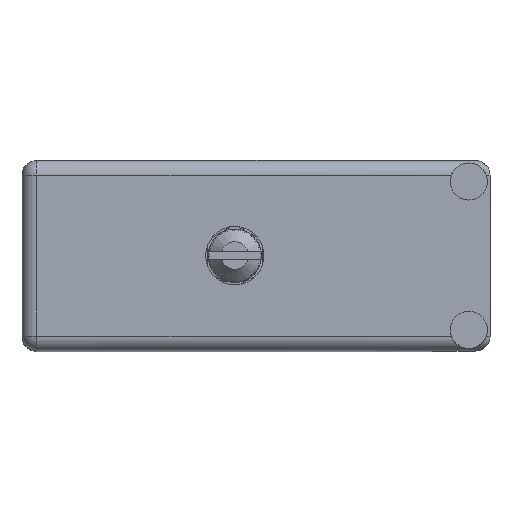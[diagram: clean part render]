
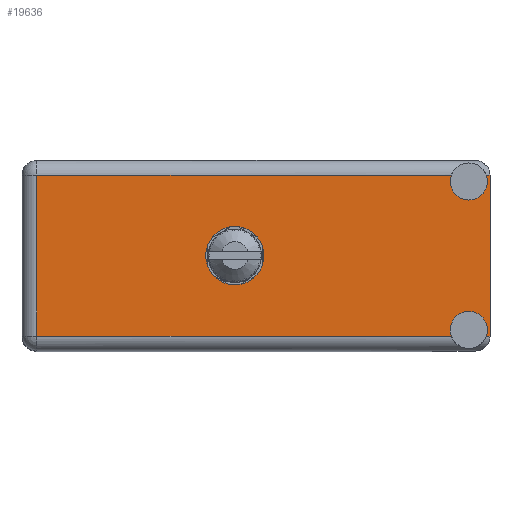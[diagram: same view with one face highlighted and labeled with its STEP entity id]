
A CAD part, top view. The second image highlights one B-rep face of the part: STEP entity #19636.
In plain terms, the highlighted face is planar.
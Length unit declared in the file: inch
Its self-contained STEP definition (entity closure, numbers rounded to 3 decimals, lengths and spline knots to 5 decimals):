
#1000 = EDGE_CURVE ( 'NONE', #103572, #69084, #14788, .T. ) ;
#2320 = CARTESIAN_POINT ( 'NONE',  ( 2.108, 1.566, -0.0995 ) ) ;
#5156 = EDGE_CURVE ( 'NONE', #54073, #113302, #30246, .T. ) ;
#5554 = LINE ( 'NONE', #19202, #112681 ) ;
#6082 = DIRECTION ( 'NONE',  ( 0., 0., 1. ) ) ;
#7001 = VERTEX_POINT ( 'NONE', #58802 ) ;
#7099 = AXIS2_PLACEMENT_3D ( 'NONE', #67297, #58002, #49055 ) ;
#7314 = DIRECTION ( 'NONE',  ( 0., 1., 0. ) ) ;
#10103 = CARTESIAN_POINT ( 'NONE',  ( 0., 1.566, -0.899 ) ) ;
#14455 = VERTEX_POINT ( 'NONE', #95004 ) ;
#14788 = CIRCLE ( 'NONE', #56887, 0.1375 ) ;
#16680 = DIRECTION ( 'NONE',  ( -1., 0., 0. ) ) ;
#16931 = ORIENTED_EDGE ( 'NONE', *, *, #97486, .F. ) ;
#19202 = CARTESIAN_POINT ( 'NONE',  ( 2.208, 1.566, -0.07 ) ) ;
#19636 = ADVANCED_FACE ( 'NONE', ( #47805, #43627 ), #108505, .T. ) ;
#22287 = ORIENTED_EDGE ( 'NONE', *, *, #40392, .F. ) ;
#22387 = DIRECTION ( 'NONE',  ( 0., 0., 1. ) ) ;
#23460 = CARTESIAN_POINT ( 'NONE',  ( 2.208, 1.566, -0.829 ) ) ;
#24731 = EDGE_CURVE ( 'NONE', #34279, #81709, #73250, .T. ) ;
#24965 = AXIS2_PLACEMENT_3D ( 'NONE', #78528, #7314, #25169 ) ;
#25169 = DIRECTION ( 'NONE',  ( 0., 0., 1. ) ) ;
#25988 = DIRECTION ( 'NONE',  ( 0., 0., 1. ) ) ;
#30246 = LINE ( 'NONE', #92250, #99806 ) ;
#33561 = ORIENTED_EDGE ( 'NONE', *, *, #55719, .F. ) ;
#34279 = VERTEX_POINT ( 'NONE', #62433 ) ;
#36892 = AXIS2_PLACEMENT_3D ( 'NONE', #41536, #68399, #43056 ) ;
#36930 = DIRECTION ( 'NONE',  ( 0., 0., 1. ) ) ;
#38592 = LINE ( 'NONE', #55093, #69141 ) ;
#38908 = EDGE_CURVE ( 'NONE', #97618, #14455, #5554, .T. ) ;
#40392 = EDGE_CURVE ( 'NONE', #54073, #14455, #45682, .T. ) ;
#41416 = DIRECTION ( 'NONE',  ( 0., 1., 0. ) ) ;
#41536 = CARTESIAN_POINT ( 'NONE',  ( 2.108, 1.566, -0.7995 ) ) ;
#42381 = ORIENTED_EDGE ( 'NONE', *, *, #38908, .T. ) ;
#42971 = EDGE_LOOP ( 'NONE', ( #43453, #80423 ) ) ;
#43056 = DIRECTION ( 'NONE',  ( 0., 0., 1. ) ) ;
#43453 = ORIENTED_EDGE ( 'NONE', *, *, #1000, .F. ) ;
#43627 = FACE_OUTER_BOUND ( 'NONE', #80906, .T. ) ;
#45389 = CIRCLE ( 'NONE', #82973, 0.0875 ) ;
#45480 = DIRECTION ( 'NONE',  ( 0., 1., 0. ) ) ;
#45682 = LINE ( 'NONE', #79330, #91696 ) ;
#45864 = ORIENTED_EDGE ( 'NONE', *, *, #69668, .T. ) ;
#46508 = CIRCLE ( 'NONE', #36892, 0.0875 ) ;
#47805 = FACE_BOUND ( 'NONE', #42971, .T. ) ;
#47835 = CARTESIAN_POINT ( 'NONE',  ( 0., 1.566, -0.829 ) ) ;
#49055 = DIRECTION ( 'NONE',  ( 0., 0., 1. ) ) ;
#49517 = CARTESIAN_POINT ( 'NONE',  ( 0.07, 1.566, -0.829 ) ) ;
#53411 = CARTESIAN_POINT ( 'NONE',  ( 1.004, 1.566, -0.587 ) ) ;
#54073 = VERTEX_POINT ( 'NONE', #23460 ) ;
#55093 = CARTESIAN_POINT ( 'NONE',  ( 0.07, 1.566, -0.899 ) ) ;
#55170 = DIRECTION ( 'NONE',  ( 0., 0., 1. ) ) ;
#55719 = EDGE_CURVE ( 'NONE', #112793, #7001, #66195, .T. ) ;
#56330 = CIRCLE ( 'NONE', #24965, 0.1375 ) ;
#56887 = AXIS2_PLACEMENT_3D ( 'NONE', #111487, #65540, #22387 ) ;
#58002 = DIRECTION ( 'NONE',  ( 0., 1., 0. ) ) ;
#58802 = CARTESIAN_POINT ( 'NONE',  ( 2.02562, 1.566, -0.07 ) ) ;
#60942 = ORIENTED_EDGE ( 'NONE', *, *, #5156, .T. ) ;
#62433 = CARTESIAN_POINT ( 'NONE',  ( 2.02562, 1.566, -0.829 ) ) ;
#62853 = CARTESIAN_POINT ( 'NONE',  ( 2.108, 1.566, -0.712 ) ) ;
#63613 = DIRECTION ( 'NONE',  ( 0., 0., 1. ) ) ;
#63666 = AXIS2_PLACEMENT_3D ( 'NONE', #2320, #45480, #55170 ) ;
#64526 = VECTOR ( 'NONE', #95111, 39.37008 ) ;
#65049 = CIRCLE ( 'NONE', #7099, 0.0875 ) ;
#65540 = DIRECTION ( 'NONE',  ( 0., 1., 0. ) ) ;
#65819 = ORIENTED_EDGE ( 'NONE', *, *, #72246, .T. ) ;
#66015 = DIRECTION ( 'NONE',  ( -1., 0., 0. ) ) ;
#66195 = CIRCLE ( 'NONE', #63666, 0.0875 ) ;
#67297 = CARTESIAN_POINT ( 'NONE',  ( 2.108, 1.566, -0.0995 ) ) ;
#67365 = LINE ( 'NONE', #67787, #64526 ) ;
#67787 = CARTESIAN_POINT ( 'NONE',  ( 2.208, 1.566, -0.07 ) ) ;
#68399 = DIRECTION ( 'NONE',  ( 0., 1., 0. ) ) ;
#69084 = VERTEX_POINT ( 'NONE', #53411 ) ;
#69141 = VECTOR ( 'NONE', #63613, 39.37008 ) ;
#69530 = CARTESIAN_POINT ( 'NONE',  ( 2.19038, 1.566, -0.829 ) ) ;
#69640 = VERTEX_POINT ( 'NONE', #62853 ) ;
#69668 = EDGE_CURVE ( 'NONE', #81709, #78362, #38592, .T. ) ;
#72246 = EDGE_CURVE ( 'NONE', #78362, #7001, #67365, .T. ) ;
#73250 = LINE ( 'NONE', #47835, #113655 ) ;
#75223 = CARTESIAN_POINT ( 'NONE',  ( 2.108, 1.566, -0.187 ) ) ;
#75608 = ORIENTED_EDGE ( 'NONE', *, *, #24731, .T. ) ;
#78362 = VERTEX_POINT ( 'NONE', #88236 ) ;
#78528 = CARTESIAN_POINT ( 'NONE',  ( 1.004, 1.566, -0.4495 ) ) ;
#79330 = CARTESIAN_POINT ( 'NONE',  ( 2.208, 1.566, 0. ) ) ;
#80423 = ORIENTED_EDGE ( 'NONE', *, *, #113191, .F. ) ;
#80906 = EDGE_LOOP ( 'NONE', ( #65819, #33561, #86014, #42381, #22287, #60942, #98292, #16931, #75608, #45864 ) ) ;
#81338 = DIRECTION ( 'NONE',  ( 0., 1., 0. ) ) ;
#81709 = VERTEX_POINT ( 'NONE', #49517 ) ;
#82973 = AXIS2_PLACEMENT_3D ( 'NONE', #104024, #41416, #6082 ) ;
#86014 = ORIENTED_EDGE ( 'NONE', *, *, #105913, .F. ) ;
#88236 = CARTESIAN_POINT ( 'NONE',  ( 0.07, 1.566, -0.07 ) ) ;
#88620 = CARTESIAN_POINT ( 'NONE',  ( 1.004, 1.566, -0.312 ) ) ;
#90510 = DIRECTION ( 'NONE',  ( 1., 0., 0. ) ) ;
#91696 = VECTOR ( 'NONE', #25988, 39.37008 ) ;
#92250 = CARTESIAN_POINT ( 'NONE',  ( 0., 1.566, -0.829 ) ) ;
#95004 = CARTESIAN_POINT ( 'NONE',  ( 2.208, 1.566, -0.07 ) ) ;
#95111 = DIRECTION ( 'NONE',  ( 1., 0., 0. ) ) ;
#97486 = EDGE_CURVE ( 'NONE', #34279, #69640, #45389, .T. ) ;
#97618 = VERTEX_POINT ( 'NONE', #114145 ) ;
#98292 = ORIENTED_EDGE ( 'NONE', *, *, #113291, .F. ) ;
#99806 = VECTOR ( 'NONE', #66015, 39.37008 ) ;
#103572 = VERTEX_POINT ( 'NONE', #88620 ) ;
#104024 = CARTESIAN_POINT ( 'NONE',  ( 2.108, 1.566, -0.7995 ) ) ;
#105913 = EDGE_CURVE ( 'NONE', #97618, #112793, #65049, .T. ) ;
#105928 = AXIS2_PLACEMENT_3D ( 'NONE', #10103, #81338, #36930 ) ;
#108505 = PLANE ( 'NONE',  #105928 ) ;
#111487 = CARTESIAN_POINT ( 'NONE',  ( 1.004, 1.566, -0.4495 ) ) ;
#112681 = VECTOR ( 'NONE', #90510, 39.37008 ) ;
#112793 = VERTEX_POINT ( 'NONE', #75223 ) ;
#113191 = EDGE_CURVE ( 'NONE', #69084, #103572, #56330, .T. ) ;
#113291 = EDGE_CURVE ( 'NONE', #69640, #113302, #46508, .T. ) ;
#113302 = VERTEX_POINT ( 'NONE', #69530 ) ;
#113655 = VECTOR ( 'NONE', #16680, 39.37008 ) ;
#114145 = CARTESIAN_POINT ( 'NONE',  ( 2.19038, 1.566, -0.07 ) ) ;
